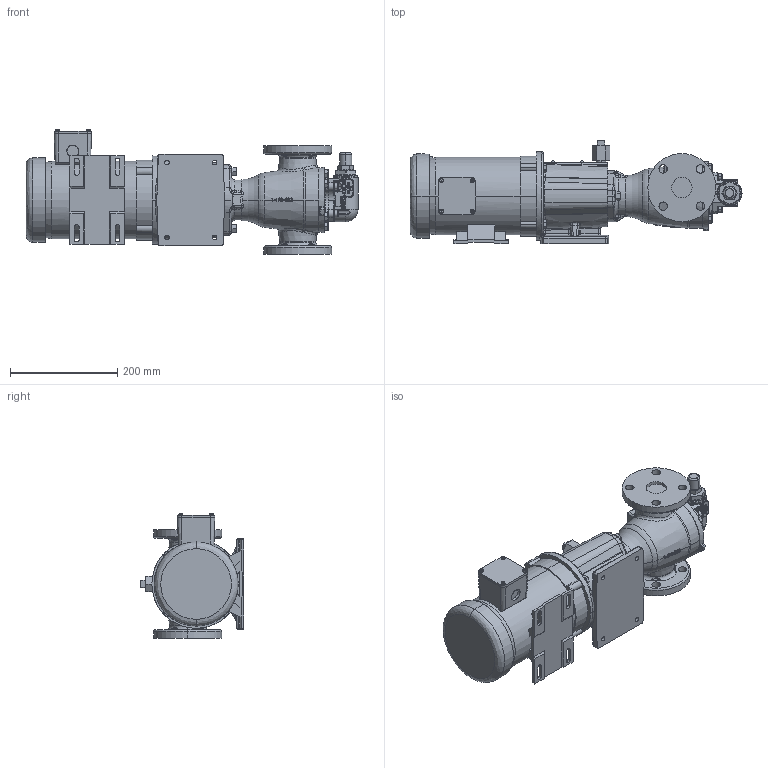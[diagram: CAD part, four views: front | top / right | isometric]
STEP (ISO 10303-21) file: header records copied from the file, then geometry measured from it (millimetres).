
FILE_DESCRIPTION (( 'STEP AP214' ), '1' );
FILE_NAME ('HV-4094.STEP', '2019-12-03T22:50:02', ( '' ), ( '' ), 'SwSTEP 2.0', 'SolidWorks 2018', '' );
FILE_SCHEMA (( 'AUTOMOTIVE_DESIGN' ));
Length unit declared in the file: inch
Products named in the file (1): HV-4094
Bounding box: 619.79 x 193.21 x 233.17 mm (x, y, z)
Volume: 9134754 mm3; surface area: 499502.3 mm2
Topology: 3 solids, 3 shells, 7037 faces, 18511 edges, 12020 vertices
Faces by surface type: plane 4443, bspline 1808, cylinder 408, cone 221, torus 95, sphere 62
Entity records: 328902 total; most frequent: CARTESIAN_POINT 133467, ORIENTED_EDGE 36874, DIRECTION 26135, EDGE_CURVE 18437, LINE 12715, VECTOR 12715, VERTEX_POINT 12012, EDGE_LOOP 7705
